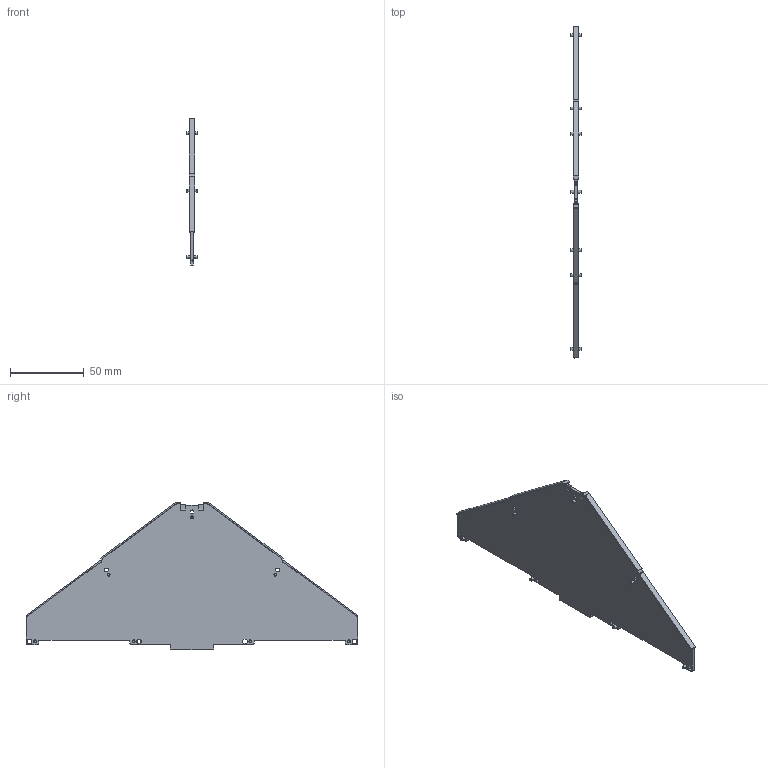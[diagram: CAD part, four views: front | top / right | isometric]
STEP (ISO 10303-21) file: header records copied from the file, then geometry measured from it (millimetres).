
FILE_DESCRIPTION(('CATIA V5 STEP Exchange','CAx-IF Rec.Pracs.--- Model Styling and Organization---1.4--- 2014-01-23'),'2;1');
FILE_NAME ('008295-2_0', '2021-04-22T06:44:52+00:00', ('none'), ('Weidmueller'), 'CATIA Version 5-6 Release 2016 SP3 HF44', 'CATIA V5 STEP AP214', 'none');
FILE_SCHEMA(('AUTOMOTIVE_DESIGN { 1 0 10303 214 1 1 1 1 }'));
Length unit declared in the file: millimetre
Products named in the file (1): 1173630000
Bounding box: 8 x 225 x 100 mm (x, y, z)
Volume: 27781.2 mm3; surface area: 29630.4 mm2
Topology: 1 solids, 1 shells, 254 faces, 682 edges, 444 vertices
Faces by surface type: cylinder 114, plane 100, cone 40
Entity records: 8018 total; most frequent: CARTESIAN_POINT 1940, ORIENTED_EDGE 1364, DIRECTION 1026, EDGE_CURVE 682, VERTEX_POINT 444, AXIS2_PLACEMENT_3D 438, VECTOR 384, LINE 384
